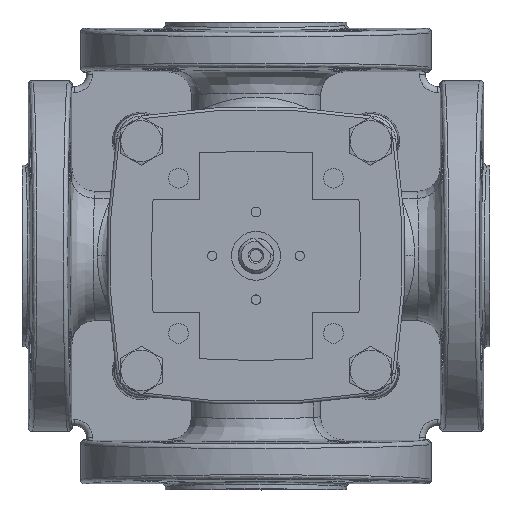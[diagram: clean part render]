
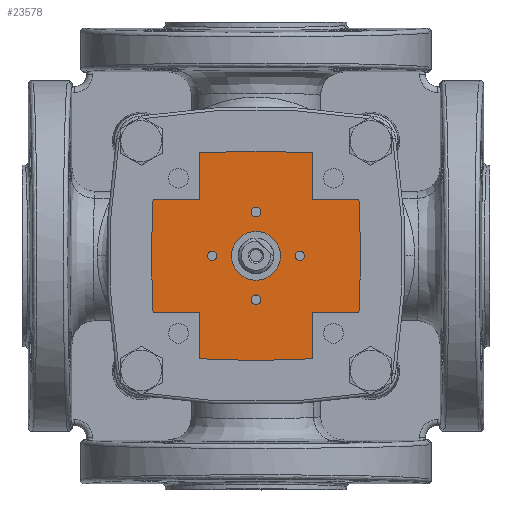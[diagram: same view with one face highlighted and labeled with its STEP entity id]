
A CAD part, top view. The second image highlights one B-rep face of the part: STEP entity #23578.
In plain terms, the highlighted planar face has unit normal (0, 0, 1).
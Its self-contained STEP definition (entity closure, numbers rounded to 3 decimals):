
#23351=CARTESIAN_POINT('Vertex',(8.35,0.,15.)) ;
#23356=CARTESIAN_POINT('Axis2P3D Location',(0.,0.,15.)) ;
#23360=CARTESIAN_POINT('Vertex',(-8.35,0.,15.)) ;
#23382=CARTESIAN_POINT('Axis2P3D Location',(0.,0.,15.)) ;
#23399=CARTESIAN_POINT('Axis2P3D Location',(0.,0.,15.)) ;
#23404=CARTESIAN_POINT('Axis2P3D Location',(0.,264.,15.)) ;
#23408=CARTESIAN_POINT('Vertex',(-19.5,-35.366,15.)) ;
#23410=CARTESIAN_POINT('Vertex',(19.5,-35.366,15.)) ;
#23413=CARTESIAN_POINT('Line Origine',(19.5,-27.433,15.)) ;
#23417=CARTESIAN_POINT('Vertex',(19.5,-19.5,15.)) ;
#23420=CARTESIAN_POINT('Line Origine',(27.433,-19.5,15.)) ;
#23424=CARTESIAN_POINT('Vertex',(35.366,-19.5,15.)) ;
#23427=CARTESIAN_POINT('Axis2P3D Location',(-264.,0.,15.)) ;
#23431=CARTESIAN_POINT('Vertex',(35.366,19.5,15.)) ;
#23434=CARTESIAN_POINT('Line Origine',(27.433,19.5,15.)) ;
#23438=CARTESIAN_POINT('Vertex',(19.5,19.5,15.)) ;
#23441=CARTESIAN_POINT('Line Origine',(19.5,27.433,15.)) ;
#23445=CARTESIAN_POINT('Vertex',(19.5,35.366,15.)) ;
#23448=CARTESIAN_POINT('Axis2P3D Location',(0.,-264.,15.)) ;
#23452=CARTESIAN_POINT('Vertex',(-19.5,35.366,15.)) ;
#23455=CARTESIAN_POINT('Line Origine',(-19.5,27.433,15.)) ;
#23459=CARTESIAN_POINT('Vertex',(-19.5,19.5,15.)) ;
#23462=CARTESIAN_POINT('Line Origine',(-27.433,19.5,15.)) ;
#23466=CARTESIAN_POINT('Vertex',(-35.366,19.5,15.)) ;
#23469=CARTESIAN_POINT('Axis2P3D Location',(264.,0.,15.)) ;
#23473=CARTESIAN_POINT('Vertex',(-35.366,-19.5,15.)) ;
#23476=CARTESIAN_POINT('Line Origine',(-27.433,-19.5,15.)) ;
#23480=CARTESIAN_POINT('Vertex',(-19.5,-19.5,15.)) ;
#23483=CARTESIAN_POINT('Line Origine',(-19.5,-27.433,15.)) ;
#23506=CARTESIAN_POINT('Axis2P3D Location',(15.,0.,15.)) ;
#23510=CARTESIAN_POINT('Vertex',(16.625,0.,15.)) ;
#23512=CARTESIAN_POINT('Vertex',(13.375,0.,15.)) ;
#23515=CARTESIAN_POINT('Axis2P3D Location',(15.,0.,15.)) ;
#23524=CARTESIAN_POINT('Axis2P3D Location',(0.,-15.,15.)) ;
#23528=CARTESIAN_POINT('Vertex',(1.625,-15.,15.)) ;
#23530=CARTESIAN_POINT('Vertex',(-1.625,-15.,15.)) ;
#23533=CARTESIAN_POINT('Axis2P3D Location',(0.,-15.,15.)) ;
#23542=CARTESIAN_POINT('Axis2P3D Location',(-15.,0.,15.)) ;
#23546=CARTESIAN_POINT('Vertex',(-13.375,0.,15.)) ;
#23548=CARTESIAN_POINT('Vertex',(-16.625,0.,15.)) ;
#23551=CARTESIAN_POINT('Axis2P3D Location',(-15.,0.,15.)) ;
#23560=CARTESIAN_POINT('Axis2P3D Location',(0.,15.,15.)) ;
#23564=CARTESIAN_POINT('Vertex',(1.625,15.,15.)) ;
#23566=CARTESIAN_POINT('Vertex',(-1.625,15.,15.)) ;
#23569=CARTESIAN_POINT('Axis2P3D Location',(0.,15.,15.)) ;
#23357=DIRECTION('Axis2P3D Direction',(0.,0.,1.)) ;
#23383=DIRECTION('Axis2P3D Direction',(0.,0.,1.)) ;
#23400=DIRECTION('Axis2P3D Direction',(0.,0.,1.)) ;
#23401=DIRECTION('Axis2P3D XDirection',(1.,0.,0.)) ;
#23405=DIRECTION('Axis2P3D Direction',(0.,0.,1.)) ;
#23414=DIRECTION('Vector Direction',(0.,-1.,0.)) ;
#23421=DIRECTION('Vector Direction',(-1.,0.,0.)) ;
#23428=DIRECTION('Axis2P3D Direction',(0.,0.,1.)) ;
#23435=DIRECTION('Vector Direction',(1.,0.,0.)) ;
#23442=DIRECTION('Vector Direction',(0.,-1.,0.)) ;
#23449=DIRECTION('Axis2P3D Direction',(0.,0.,1.)) ;
#23456=DIRECTION('Vector Direction',(0.,1.,0.)) ;
#23463=DIRECTION('Vector Direction',(1.,0.,0.)) ;
#23470=DIRECTION('Axis2P3D Direction',(0.,0.,1.)) ;
#23477=DIRECTION('Vector Direction',(-1.,0.,0.)) ;
#23484=DIRECTION('Vector Direction',(0.,1.,0.)) ;
#23507=DIRECTION('Axis2P3D Direction',(0.,0.,1.)) ;
#23516=DIRECTION('Axis2P3D Direction',(0.,0.,1.)) ;
#23525=DIRECTION('Axis2P3D Direction',(0.,0.,1.)) ;
#23534=DIRECTION('Axis2P3D Direction',(0.,0.,1.)) ;
#23543=DIRECTION('Axis2P3D Direction',(0.,0.,1.)) ;
#23552=DIRECTION('Axis2P3D Direction',(0.,0.,1.)) ;
#23561=DIRECTION('Axis2P3D Direction',(0.,0.,1.)) ;
#23570=DIRECTION('Axis2P3D Direction',(0.,0.,1.)) ;
#23358=AXIS2_PLACEMENT_3D('Circle Axis2P3D',#23356,#23357,$) ;
#23384=AXIS2_PLACEMENT_3D('Circle Axis2P3D',#23382,#23383,$) ;
#23402=AXIS2_PLACEMENT_3D('Plane Axis2P3D',#23399,#23400,#23401) ;
#23406=AXIS2_PLACEMENT_3D('Circle Axis2P3D',#23404,#23405,$) ;
#23429=AXIS2_PLACEMENT_3D('Circle Axis2P3D',#23427,#23428,$) ;
#23450=AXIS2_PLACEMENT_3D('Circle Axis2P3D',#23448,#23449,$) ;
#23471=AXIS2_PLACEMENT_3D('Circle Axis2P3D',#23469,#23470,$) ;
#23508=AXIS2_PLACEMENT_3D('Circle Axis2P3D',#23506,#23507,$) ;
#23517=AXIS2_PLACEMENT_3D('Circle Axis2P3D',#23515,#23516,$) ;
#23526=AXIS2_PLACEMENT_3D('Circle Axis2P3D',#23524,#23525,$) ;
#23535=AXIS2_PLACEMENT_3D('Circle Axis2P3D',#23533,#23534,$) ;
#23544=AXIS2_PLACEMENT_3D('Circle Axis2P3D',#23542,#23543,$) ;
#23553=AXIS2_PLACEMENT_3D('Circle Axis2P3D',#23551,#23552,$) ;
#23562=AXIS2_PLACEMENT_3D('Circle Axis2P3D',#23560,#23561,$) ;
#23571=AXIS2_PLACEMENT_3D('Circle Axis2P3D',#23569,#23570,$) ;
#23489=ORIENTED_EDGE('',*,*,#23412,.T.) ;
#23490=ORIENTED_EDGE('',*,*,#23419,.T.) ;
#23491=ORIENTED_EDGE('',*,*,#23426,.T.) ;
#23492=ORIENTED_EDGE('',*,*,#23433,.T.) ;
#23493=ORIENTED_EDGE('',*,*,#23440,.T.) ;
#23494=ORIENTED_EDGE('',*,*,#23447,.T.) ;
#23495=ORIENTED_EDGE('',*,*,#23454,.T.) ;
#23496=ORIENTED_EDGE('',*,*,#23461,.T.) ;
#23497=ORIENTED_EDGE('',*,*,#23468,.T.) ;
#23498=ORIENTED_EDGE('',*,*,#23475,.T.) ;
#23499=ORIENTED_EDGE('',*,*,#23482,.T.) ;
#23500=ORIENTED_EDGE('',*,*,#23487,.T.) ;
#23503=ORIENTED_EDGE('',*,*,#23362,.F.) ;
#23504=ORIENTED_EDGE('',*,*,#23386,.F.) ;
#23521=ORIENTED_EDGE('',*,*,#23514,.F.) ;
#23522=ORIENTED_EDGE('',*,*,#23519,.F.) ;
#23539=ORIENTED_EDGE('',*,*,#23532,.F.) ;
#23540=ORIENTED_EDGE('',*,*,#23537,.F.) ;
#23557=ORIENTED_EDGE('',*,*,#23550,.F.) ;
#23558=ORIENTED_EDGE('',*,*,#23555,.F.) ;
#23575=ORIENTED_EDGE('',*,*,#23568,.F.) ;
#23576=ORIENTED_EDGE('',*,*,#23573,.F.) ;
#23505=FACE_BOUND('',#23502,.T.) ;
#23523=FACE_BOUND('',#23520,.T.) ;
#23541=FACE_BOUND('',#23538,.T.) ;
#23559=FACE_BOUND('',#23556,.T.) ;
#23577=FACE_BOUND('',#23574,.T.) ;
#23415=VECTOR('Line Direction',#23414,1.) ;
#23422=VECTOR('Line Direction',#23421,1.) ;
#23436=VECTOR('Line Direction',#23435,1.) ;
#23443=VECTOR('Line Direction',#23442,1.) ;
#23457=VECTOR('Line Direction',#23456,1.) ;
#23464=VECTOR('Line Direction',#23463,1.) ;
#23478=VECTOR('Line Direction',#23477,1.) ;
#23485=VECTOR('Line Direction',#23484,1.) ;
#23578=ADVANCED_FACE('Body.2',(#23501,#23505,#23523,#23541,#23559,#23577),#23403,.T.) ;
#23359=CIRCLE('generated circle',#23358,8.35) ;
#23385=CIRCLE('generated circle',#23384,8.35) ;
#23407=CIRCLE('generated circle',#23406,300.) ;
#23430=CIRCLE('generated circle',#23429,300.) ;
#23451=CIRCLE('generated circle',#23450,300.) ;
#23472=CIRCLE('generated circle',#23471,300.) ;
#23509=CIRCLE('generated circle',#23508,1.625) ;
#23518=CIRCLE('generated circle',#23517,1.625) ;
#23527=CIRCLE('generated circle',#23526,1.625) ;
#23536=CIRCLE('generated circle',#23535,1.625) ;
#23545=CIRCLE('generated circle',#23544,1.625) ;
#23554=CIRCLE('generated circle',#23553,1.625) ;
#23563=CIRCLE('generated circle',#23562,1.625) ;
#23572=CIRCLE('generated circle',#23571,1.625) ;
#23362=EDGE_CURVE('',#23352,#23361,#23359,.T.) ;
#23386=EDGE_CURVE('',#23361,#23352,#23385,.T.) ;
#23412=EDGE_CURVE('',#23409,#23411,#23407,.T.) ;
#23419=EDGE_CURVE('',#23411,#23418,#23416,.F.) ;
#23426=EDGE_CURVE('',#23418,#23425,#23423,.F.) ;
#23433=EDGE_CURVE('',#23425,#23432,#23430,.T.) ;
#23440=EDGE_CURVE('',#23432,#23439,#23437,.F.) ;
#23447=EDGE_CURVE('',#23439,#23446,#23444,.F.) ;
#23454=EDGE_CURVE('',#23446,#23453,#23451,.T.) ;
#23461=EDGE_CURVE('',#23453,#23460,#23458,.F.) ;
#23468=EDGE_CURVE('',#23460,#23467,#23465,.F.) ;
#23475=EDGE_CURVE('',#23467,#23474,#23472,.T.) ;
#23482=EDGE_CURVE('',#23474,#23481,#23479,.F.) ;
#23487=EDGE_CURVE('',#23481,#23409,#23486,.F.) ;
#23514=EDGE_CURVE('',#23511,#23513,#23509,.T.) ;
#23519=EDGE_CURVE('',#23513,#23511,#23518,.T.) ;
#23532=EDGE_CURVE('',#23529,#23531,#23527,.T.) ;
#23537=EDGE_CURVE('',#23531,#23529,#23536,.T.) ;
#23550=EDGE_CURVE('',#23547,#23549,#23545,.T.) ;
#23555=EDGE_CURVE('',#23549,#23547,#23554,.T.) ;
#23568=EDGE_CURVE('',#23565,#23567,#23563,.T.) ;
#23573=EDGE_CURVE('',#23567,#23565,#23572,.T.) ;
#23488=EDGE_LOOP('',(#23489,#23490,#23491,#23492,#23493,#23494,#23495,#23496,#23497,#23498,#23499,#23500)) ;
#23502=EDGE_LOOP('',(#23503,#23504)) ;
#23520=EDGE_LOOP('',(#23521,#23522)) ;
#23538=EDGE_LOOP('',(#23539,#23540)) ;
#23556=EDGE_LOOP('',(#23557,#23558)) ;
#23574=EDGE_LOOP('',(#23575,#23576)) ;
#23501=FACE_OUTER_BOUND('',#23488,.T.) ;
#23416=LINE('Line',#23413,#23415) ;
#23423=LINE('Line',#23420,#23422) ;
#23437=LINE('Line',#23434,#23436) ;
#23444=LINE('Line',#23441,#23443) ;
#23458=LINE('Line',#23455,#23457) ;
#23465=LINE('Line',#23462,#23464) ;
#23479=LINE('Line',#23476,#23478) ;
#23486=LINE('Line',#23483,#23485) ;
#23403=PLANE('',#23402) ;
#23352=VERTEX_POINT('',#23351) ;
#23361=VERTEX_POINT('',#23360) ;
#23409=VERTEX_POINT('',#23408) ;
#23411=VERTEX_POINT('',#23410) ;
#23418=VERTEX_POINT('',#23417) ;
#23425=VERTEX_POINT('',#23424) ;
#23432=VERTEX_POINT('',#23431) ;
#23439=VERTEX_POINT('',#23438) ;
#23446=VERTEX_POINT('',#23445) ;
#23453=VERTEX_POINT('',#23452) ;
#23460=VERTEX_POINT('',#23459) ;
#23467=VERTEX_POINT('',#23466) ;
#23474=VERTEX_POINT('',#23473) ;
#23481=VERTEX_POINT('',#23480) ;
#23511=VERTEX_POINT('',#23510) ;
#23513=VERTEX_POINT('',#23512) ;
#23529=VERTEX_POINT('',#23528) ;
#23531=VERTEX_POINT('',#23530) ;
#23547=VERTEX_POINT('',#23546) ;
#23549=VERTEX_POINT('',#23548) ;
#23565=VERTEX_POINT('',#23564) ;
#23567=VERTEX_POINT('',#23566) ;
